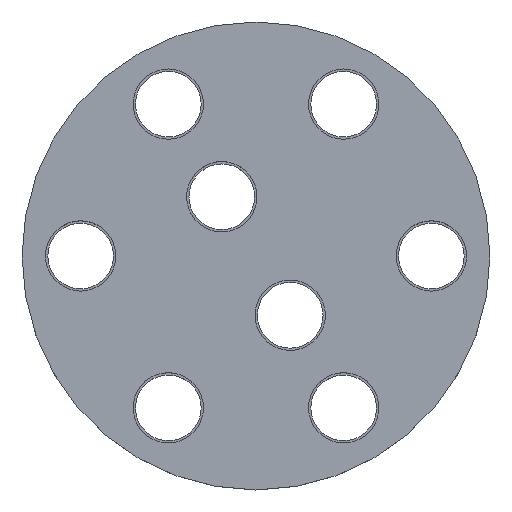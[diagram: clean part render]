
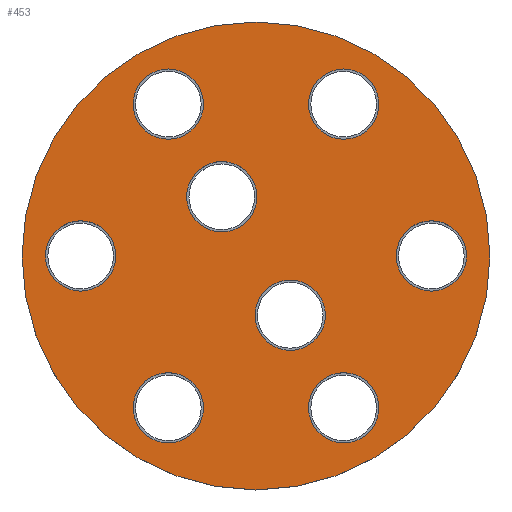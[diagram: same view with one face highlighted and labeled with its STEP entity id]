
A CAD part, top view. The second image highlights one B-rep face of the part: STEP entity #453.
In plain terms, the highlighted planar face has unit normal (0, 0, 1).
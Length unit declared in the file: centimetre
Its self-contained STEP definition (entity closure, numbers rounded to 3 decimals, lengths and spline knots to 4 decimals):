
#146=VERTEX_POINT('',#675);
#147=VERTEX_POINT('',#678);
#148=VERTEX_POINT('',#681);
#149=VERTEX_POINT('',#684);
#150=VERTEX_POINT('',#687);
#151=VERTEX_POINT('',#690);
#152=VERTEX_POINT('',#693);
#153=VERTEX_POINT('',#696);
#154=VERTEX_POINT('',#699);
#180=CIRCLE('',#490,4.991);
#181=CIRCLE('',#492,0.75);
#182=CIRCLE('',#494,0.75);
#183=CIRCLE('',#496,0.75);
#184=CIRCLE('',#498,0.75);
#185=CIRCLE('',#500,0.75);
#186=CIRCLE('',#502,0.75);
#187=CIRCLE('',#504,0.75);
#188=CIRCLE('',#506,0.75);
#214=EDGE_CURVE('',#146,#146,#180,.T.);
#215=EDGE_CURVE('',#147,#147,#181,.T.);
#216=EDGE_CURVE('',#148,#148,#182,.T.);
#217=EDGE_CURVE('',#149,#149,#183,.T.);
#218=EDGE_CURVE('',#150,#150,#184,.T.);
#219=EDGE_CURVE('',#151,#151,#185,.T.);
#220=EDGE_CURVE('',#152,#152,#186,.T.);
#221=EDGE_CURVE('',#153,#153,#187,.T.);
#222=EDGE_CURVE('',#154,#154,#188,.T.);
#282=ORIENTED_EDGE('',*,*,#222,.F.);
#283=ORIENTED_EDGE('',*,*,#221,.F.);
#284=ORIENTED_EDGE('',*,*,#220,.F.);
#285=ORIENTED_EDGE('',*,*,#219,.F.);
#286=ORIENTED_EDGE('',*,*,#218,.F.);
#287=ORIENTED_EDGE('',*,*,#217,.F.);
#288=ORIENTED_EDGE('',*,*,#216,.F.);
#289=ORIENTED_EDGE('',*,*,#215,.F.);
#290=ORIENTED_EDGE('',*,*,#214,.F.);
#350=EDGE_LOOP('',(#282));
#351=EDGE_LOOP('',(#283));
#352=EDGE_LOOP('',(#284));
#353=EDGE_LOOP('',(#285));
#354=EDGE_LOOP('',(#286));
#355=EDGE_LOOP('',(#287));
#356=EDGE_LOOP('',(#288));
#357=EDGE_LOOP('',(#289));
#358=EDGE_LOOP('',(#290));
#418=FACE_BOUND('',#350,.T.);
#419=FACE_BOUND('',#351,.T.);
#420=FACE_BOUND('',#352,.T.);
#421=FACE_BOUND('',#353,.T.);
#422=FACE_BOUND('',#354,.T.);
#423=FACE_BOUND('',#355,.T.);
#424=FACE_BOUND('',#356,.T.);
#425=FACE_BOUND('',#357,.T.);
#426=FACE_BOUND('',#358,.T.);
#453=ADVANCED_FACE('',(#418,#419,#420,#421,#422,#423,#424,#425,#426),#703,
 .T.);
#490=AXIS2_PLACEMENT_3D('',#674,#578,#579);
#492=AXIS2_PLACEMENT_3D('',#677,#582,#583);
#494=AXIS2_PLACEMENT_3D('',#680,#586,#587);
#496=AXIS2_PLACEMENT_3D('',#683,#590,#591);
#498=AXIS2_PLACEMENT_3D('',#686,#594,#595);
#500=AXIS2_PLACEMENT_3D('',#689,#598,#599);
#502=AXIS2_PLACEMENT_3D('',#692,#602,#603);
#504=AXIS2_PLACEMENT_3D('',#695,#606,#607);
#506=AXIS2_PLACEMENT_3D('',#698,#610,#611);
#507=AXIS2_PLACEMENT_3D('',#700,#612,$);
#578=DIRECTION('',(0.,0.,-1.));
#579=DIRECTION('',(4.991,0.,0.));
#582=DIRECTION('',(0.,0.,1.));
#583=DIRECTION('',(0.75,0.,0.));
#586=DIRECTION('',(0.,0.,1.));
#587=DIRECTION('',(0.75,0.,0.));
#590=DIRECTION('',(0.,0.,1.));
#591=DIRECTION('',(0.75,0.,0.));
#594=DIRECTION('',(0.,0.,1.));
#595=DIRECTION('',(0.75,0.,0.));
#598=DIRECTION('',(0.,0.,1.));
#599=DIRECTION('',(0.75,0.,0.));
#602=DIRECTION('',(0.,0.,1.));
#603=DIRECTION('',(0.75,0.,0.));
#606=DIRECTION('',(0.,0.,1.));
#607=DIRECTION('',(0.75,0.,0.));
#610=DIRECTION('',(0.,0.,1.));
#611=DIRECTION('',(0.75,0.,0.));
#612=DIRECTION('',(0.,0.,1.));
#674=CARTESIAN_POINT('',(0.,0.,0.8));
#675=CARTESIAN_POINT('',(4.991,0.,0.8));
#677=CARTESIAN_POINT('',(-0.7299,1.2642,0.8));
#678=CARTESIAN_POINT('',(0.0201,1.2642,0.8));
#680=CARTESIAN_POINT('',(1.8705,-3.2398,0.8));
#681=CARTESIAN_POINT('',(2.6205,-3.2398,0.8));
#683=CARTESIAN_POINT('',(-1.8705,-3.2398,0.8));
#684=CARTESIAN_POINT('',(-1.1205,-3.2398,0.8));
#686=CARTESIAN_POINT('',(-3.741,0.,0.8));
#687=CARTESIAN_POINT('',(-2.991,0.,0.8));
#689=CARTESIAN_POINT('',(-1.8705,3.2398,0.8));
#690=CARTESIAN_POINT('',(-1.1205,3.2398,0.8));
#692=CARTESIAN_POINT('',(3.741,0.,0.8));
#693=CARTESIAN_POINT('',(4.491,0.,0.8));
#695=CARTESIAN_POINT('',(1.8705,3.2398,0.8));
#696=CARTESIAN_POINT('',(2.6205,3.2398,0.8));
#698=CARTESIAN_POINT('',(0.7299,-1.2642,0.8));
#699=CARTESIAN_POINT('',(1.4799,-1.2642,0.8));
#700=CARTESIAN_POINT('',(0.,0.,0.8));
#703=PLANE('',#507);
